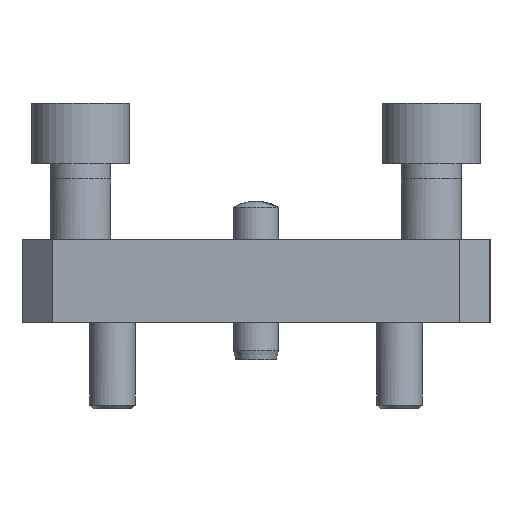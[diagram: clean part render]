
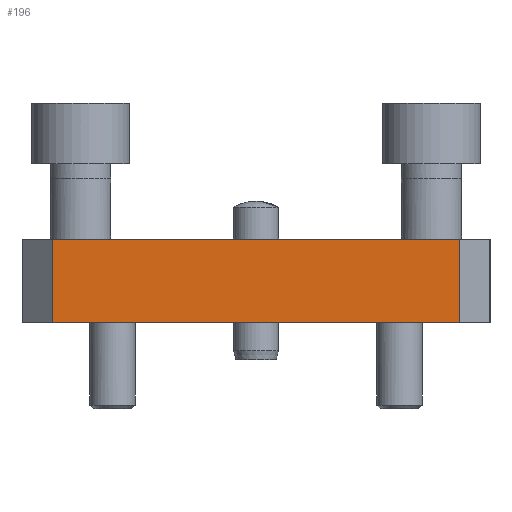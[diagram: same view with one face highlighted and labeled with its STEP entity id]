
A CAD part, left-side view. The second image highlights one B-rep face of the part: STEP entity #196.
In plain terms, the highlighted planar face has unit normal (-1, 0, 0).
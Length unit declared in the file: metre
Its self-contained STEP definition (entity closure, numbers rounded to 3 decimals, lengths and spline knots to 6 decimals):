
#196 = ADVANCED_FACE( '', ( #538 ), #539, .T. );
#538 = FACE_OUTER_BOUND( '', #1123, .T. );
#539 = PLANE( '', #1124 );
#1123 = EDGE_LOOP( '', ( #1864, #1865, #1866, #1867 ) );
#1124 = AXIS2_PLACEMENT_3D( '', #1868, #1869, #1870 );
#1864 = ORIENTED_EDGE( '', *, *, #2987, .T. );
#1865 = ORIENTED_EDGE( '', *, *, #2988, .T. );
#1866 = ORIENTED_EDGE( '', *, *, #2989, .F. );
#1867 = ORIENTED_EDGE( '', *, *, #2990, .T. );
#1868 = CARTESIAN_POINT( '', ( -0.0575, -0.031, 0.011 ) );
#1869 = DIRECTION( '', ( -1., 0., 0. ) );
#1870 = DIRECTION( '', ( 0., -1., 0. ) );
#2987 = EDGE_CURVE( '', #3430, #3431, #3432, .T. );
#2988 = EDGE_CURVE( '', #3431, #3433, #3434, .T. );
#2989 = EDGE_CURVE( '', #3435, #3433, #3436, .T. );
#2990 = EDGE_CURVE( '', #3435, #3430, #3437, .T. );
#3430 = VERTEX_POINT( '', #4068 );
#3431 = VERTEX_POINT( '', #4069 );
#3432 = LINE( '', #4070, #4071 );
#3433 = VERTEX_POINT( '', #4072 );
#3434 = LINE( '', #4073, #4074 );
#3435 = VERTEX_POINT( '', #4075 );
#3436 = LINE( '', #4076, #4077 );
#3437 = LINE( '', #4078, #4079 );
#4068 = CARTESIAN_POINT( '', ( -0.0575, -0.027, 0.011 ) );
#4069 = CARTESIAN_POINT( '', ( -0.0575, 0.027, 0.011 ) );
#4070 = CARTESIAN_POINT( '', ( -0.0575, -0.031, 0.011 ) );
#4071 = VECTOR( '', #5087, 1. );
#4072 = CARTESIAN_POINT( '', ( -0.0575, 0.027, 0. ) );
#4073 = CARTESIAN_POINT( '', ( -0.0575, 0.027, 0.011 ) );
#4074 = VECTOR( '', #5088, 1. );
#4075 = CARTESIAN_POINT( '', ( -0.0575, -0.027, 0. ) );
#4076 = CARTESIAN_POINT( '', ( -0.0575, -0.031, 0. ) );
#4077 = VECTOR( '', #5089, 1. );
#4078 = CARTESIAN_POINT( '', ( -0.0575, -0.027, 0.011 ) );
#4079 = VECTOR( '', #5090, 1. );
#5087 = DIRECTION( '', ( 0., 1., 0. ) );
#5088 = DIRECTION( '', ( 0., 0., -1. ) );
#5089 = DIRECTION( '', ( 0., 1., 0. ) );
#5090 = DIRECTION( '', ( 0., 0., 1. ) );
